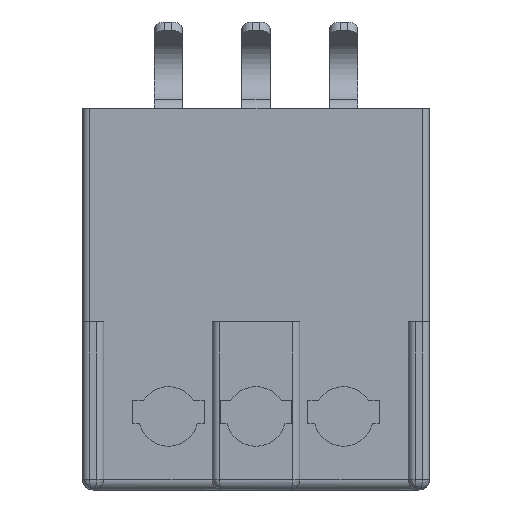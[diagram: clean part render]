
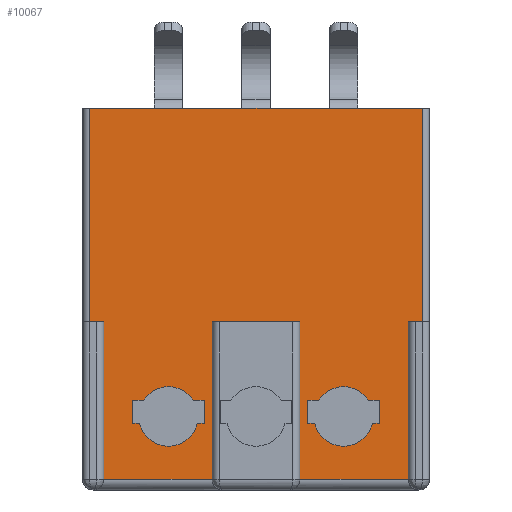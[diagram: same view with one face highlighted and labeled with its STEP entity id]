
A CAD part, front view. The second image highlights one B-rep face of the part: STEP entity #10067.
In plain terms, the highlighted planar face has unit normal (0, -1, 0).
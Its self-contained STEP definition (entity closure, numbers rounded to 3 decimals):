
#174=CARTESIAN_POINT('',(2.5,-2.625,-8.8));
#175=DIRECTION('',(0.,1.,0.));
#176=DIRECTION('',(0.972,0.,-0.235));
#177=AXIS2_PLACEMENT_3D('',#174,#175,#176);
#179=DIRECTION('',(-1.,0.,0.));
#180=VECTOR('',#179,0.199);
#181=CARTESIAN_POINT('',(3.525,-2.625,-9.));
#182=LINE('',#181,#180);
#183=DIRECTION('',(0.,0.,-1.));
#184=VECTOR('',#183,0.66);
#185=CARTESIAN_POINT('',(3.525,-2.625,-8.34));
#186=LINE('',#185,#184);
#187=DIRECTION('',(1.,0.,0.));
#188=VECTOR('',#187,0.31);
#189=CARTESIAN_POINT('',(3.215,-2.625,-8.34));
#190=LINE('',#189,#188);
#191=CARTESIAN_POINT('',(2.5,-2.625,-8.8));
#192=DIRECTION('',(0.,1.,0.));
#193=DIRECTION('',(-0.841,0.,0.541));
#194=AXIS2_PLACEMENT_3D('',#191,#192,#193);
#196=DIRECTION('',(1.,0.,0.));
#197=VECTOR('',#196,0.31);
#198=CARTESIAN_POINT('',(1.475,-2.625,-8.34));
#199=LINE('',#198,#197);
#200=DIRECTION('',(0.,0.,1.));
#201=VECTOR('',#200,0.66);
#202=CARTESIAN_POINT('',(1.475,-2.625,-9.));
#203=LINE('',#202,#201);
#204=DIRECTION('',(-1.,0.,0.));
#205=VECTOR('',#204,0.199);
#206=CARTESIAN_POINT('',(1.674,-2.625,-9.));
#207=LINE('',#206,#205);
#208=CARTESIAN_POINT('',(-2.5,-2.625,-8.8));
#209=DIRECTION('',(0.,1.,0.));
#210=DIRECTION('',(0.972,0.,-0.235));
#211=AXIS2_PLACEMENT_3D('',#208,#209,#210);
#213=DIRECTION('',(-1.,0.,0.));
#214=VECTOR('',#213,0.199);
#215=CARTESIAN_POINT('',(-1.475,-2.625,-9.));
#216=LINE('',#215,#214);
#217=DIRECTION('',(0.,0.,-1.));
#218=VECTOR('',#217,0.66);
#219=CARTESIAN_POINT('',(-1.475,-2.625,-8.34));
#220=LINE('',#219,#218);
#221=DIRECTION('',(1.,0.,0.));
#222=VECTOR('',#221,0.31);
#223=CARTESIAN_POINT('',(-1.785,-2.625,-8.34));
#224=LINE('',#223,#222);
#225=CARTESIAN_POINT('',(-2.5,-2.625,-8.8));
#226=DIRECTION('',(0.,1.,0.));
#227=DIRECTION('',(-0.841,0.,0.541));
#228=AXIS2_PLACEMENT_3D('',#225,#226,#227);
#230=DIRECTION('',(1.,0.,0.));
#231=VECTOR('',#230,0.31);
#232=CARTESIAN_POINT('',(-3.525,-2.625,-8.34));
#233=LINE('',#232,#231);
#234=DIRECTION('',(0.,0.,1.));
#235=VECTOR('',#234,0.66);
#236=CARTESIAN_POINT('',(-3.525,-2.625,-9.));
#237=LINE('',#236,#235);
#238=DIRECTION('',(-1.,0.,0.));
#239=VECTOR('',#238,0.199);
#240=CARTESIAN_POINT('',(-3.326,-2.625,-9.));
#241=LINE('',#240,#239);
#242=DIRECTION('',(-1.,0.,0.));
#243=VECTOR('',#242,3.1);
#244=CARTESIAN_POINT('',(-1.25,-2.625,-10.6));
#245=LINE('',#244,#243);
#246=DIRECTION('',(0.,0.,1.));
#247=VECTOR('',#246,4.5);
#248=CARTESIAN_POINT('',(-4.35,-2.625,-10.6));
#249=LINE('',#248,#247);
#250=DIRECTION('',(1.,0.,0.));
#251=VECTOR('',#250,0.4);
#252=CARTESIAN_POINT('',(-4.75,-2.625,-6.1));
#253=LINE('',#252,#251);
#254=DIRECTION('',(0.,0.,1.));
#255=VECTOR('',#254,6.1);
#256=CARTESIAN_POINT('',(-4.75,-2.625,-6.1));
#257=LINE('',#256,#255);
#258=DIRECTION('',(1.,0.,0.));
#259=VECTOR('',#258,9.5);
#260=CARTESIAN_POINT('',(-4.75,-2.625,0.));
#261=LINE('',#260,#259);
#262=DIRECTION('',(0.,0.,-1.));
#263=VECTOR('',#262,6.1);
#264=CARTESIAN_POINT('',(4.75,-2.625,0.));
#265=LINE('',#264,#263);
#266=DIRECTION('',(1.,0.,0.));
#267=VECTOR('',#266,0.4);
#268=CARTESIAN_POINT('',(4.35,-2.625,-6.1));
#269=LINE('',#268,#267);
#270=DIRECTION('',(0.,0.,1.));
#271=VECTOR('',#270,4.5);
#272=CARTESIAN_POINT('',(4.35,-2.625,-10.6));
#273=LINE('',#272,#271);
#274=DIRECTION('',(-1.,0.,0.));
#275=VECTOR('',#274,3.1);
#276=CARTESIAN_POINT('',(4.35,-2.625,-10.6));
#277=LINE('',#276,#275);
#278=DIRECTION('',(0.,0.,1.));
#279=VECTOR('',#278,4.5);
#280=CARTESIAN_POINT('',(1.25,-2.625,-10.6));
#281=LINE('',#280,#279);
#282=DIRECTION('',(-1.,0.,0.));
#283=VECTOR('',#282,2.5);
#284=CARTESIAN_POINT('',(1.25,-2.625,-6.1));
#285=LINE('',#284,#283);
#286=DIRECTION('',(0.,0.,1.));
#287=VECTOR('',#286,4.5);
#288=CARTESIAN_POINT('',(-1.25,-2.625,-10.6));
#289=LINE('',#288,#287);
#8310=CARTESIAN_POINT('',(1.25,-2.625,-6.1));
#8311=CARTESIAN_POINT('',(-1.25,-2.625,-6.1));
#8312=VERTEX_POINT('',#8310);
#8313=VERTEX_POINT('',#8311);
#8350=CARTESIAN_POINT('',(3.326,-2.625,-9.));
#8351=CARTESIAN_POINT('',(1.674,-2.625,-9.));
#8352=VERTEX_POINT('',#8350);
#8353=VERTEX_POINT('',#8351);
#8354=CARTESIAN_POINT('',(1.475,-2.625,-9.));
#8355=VERTEX_POINT('',#8354);
#8356=CARTESIAN_POINT('',(1.475,-2.625,-8.34));
#8357=VERTEX_POINT('',#8356);
#8358=CARTESIAN_POINT('',(1.785,-2.625,-8.34));
#8359=VERTEX_POINT('',#8358);
#8360=CARTESIAN_POINT('',(3.215,-2.625,-8.34));
#8361=VERTEX_POINT('',#8360);
#8362=CARTESIAN_POINT('',(3.525,-2.625,-8.34));
#8363=VERTEX_POINT('',#8362);
#8364=CARTESIAN_POINT('',(3.525,-2.625,-9.));
#8365=VERTEX_POINT('',#8364);
#8386=CARTESIAN_POINT('',(-1.25,-2.625,-10.6));
#8387=CARTESIAN_POINT('',(-4.35,-2.625,-10.6));
#8388=VERTEX_POINT('',#8386);
#8389=VERTEX_POINT('',#8387);
#8394=CARTESIAN_POINT('',(1.25,-2.625,-10.6));
#8396=VERTEX_POINT('',#8394);
#8410=CARTESIAN_POINT('',(4.35,-2.625,-10.6));
#8411=VERTEX_POINT('',#8410);
#8446=CARTESIAN_POINT('',(-4.35,-2.625,-6.1));
#8447=VERTEX_POINT('',#8446);
#8616=CARTESIAN_POINT('',(4.35,-2.625,-6.1));
#8617=VERTEX_POINT('',#8616);
#8634=CARTESIAN_POINT('',(4.75,-2.625,0.));
#8635=CARTESIAN_POINT('',(4.75,-2.625,-6.1));
#8636=VERTEX_POINT('',#8634);
#8637=VERTEX_POINT('',#8635);
#8643=CARTESIAN_POINT('',(-4.75,-2.625,0.));
#8645=VERTEX_POINT('',#8643);
#8646=CARTESIAN_POINT('',(-4.75,-2.625,-6.1));
#8647=VERTEX_POINT('',#8646);
#9619=CARTESIAN_POINT('',(-1.674,-2.625,-9.));
#9620=CARTESIAN_POINT('',(-3.326,-2.625,-9.));
#9621=VERTEX_POINT('',#9619);
#9622=VERTEX_POINT('',#9620);
#9623=CARTESIAN_POINT('',(-3.525,-2.625,-9.));
#9624=VERTEX_POINT('',#9623);
#9625=CARTESIAN_POINT('',(-3.525,-2.625,-8.34));
#9626=VERTEX_POINT('',#9625);
#9627=CARTESIAN_POINT('',(-3.215,-2.625,-8.34));
#9628=VERTEX_POINT('',#9627);
#9629=CARTESIAN_POINT('',(-1.785,-2.625,-8.34));
#9630=VERTEX_POINT('',#9629);
#9631=CARTESIAN_POINT('',(-1.475,-2.625,-8.34));
#9632=VERTEX_POINT('',#9631);
#9633=CARTESIAN_POINT('',(-1.475,-2.625,-9.));
#9634=VERTEX_POINT('',#9633);
#10002=CARTESIAN_POINT('',(0.,-2.625,0.));
#10003=DIRECTION('',(0.,1.,0.));
#10004=DIRECTION('',(1.,0.,0.));
#10005=AXIS2_PLACEMENT_3D('',#10002,#10003,#10004);
#10006=PLANE('',#10005);
#10008=ORIENTED_EDGE('',*,*,#10007,.T.);
#10010=ORIENTED_EDGE('',*,*,#10009,.T.);
#10012=ORIENTED_EDGE('',*,*,#10011,.F.);
#10014=ORIENTED_EDGE('',*,*,#10013,.T.);
#10016=ORIENTED_EDGE('',*,*,#10015,.T.);
#10018=ORIENTED_EDGE('',*,*,#10017,.T.);
#10020=ORIENTED_EDGE('',*,*,#10019,.F.);
#10022=ORIENTED_EDGE('',*,*,#10021,.F.);
#10024=ORIENTED_EDGE('',*,*,#10023,.T.);
#10026=ORIENTED_EDGE('',*,*,#10025,.T.);
#10028=ORIENTED_EDGE('',*,*,#10027,.T.);
#10030=ORIENTED_EDGE('',*,*,#10029,.F.);
#10031=EDGE_LOOP('',(#10008,#10010,#10012,#10014,#10016,#10018,#10020,#10022,
#10024,#10026,#10028,#10030));
#10032=FACE_OUTER_BOUND('',#10031,.F.);
#10034=ORIENTED_EDGE('',*,*,#10033,.F.);
#10036=ORIENTED_EDGE('',*,*,#10035,.F.);
#10038=ORIENTED_EDGE('',*,*,#10037,.F.);
#10040=ORIENTED_EDGE('',*,*,#10039,.F.);
#10042=ORIENTED_EDGE('',*,*,#10041,.F.);
#10044=ORIENTED_EDGE('',*,*,#10043,.F.);
#10046=ORIENTED_EDGE('',*,*,#10045,.F.);
#10048=ORIENTED_EDGE('',*,*,#10047,.F.);
#10049=EDGE_LOOP('',(#10034,#10036,#10038,#10040,#10042,#10044,#10046,#10048));
#10050=FACE_BOUND('',#10049,.F.);
#10051=ORIENTED_EDGE('',*,*,#9981,.F.);
#10052=ORIENTED_EDGE('',*,*,#9929,.F.);
#10054=ORIENTED_EDGE('',*,*,#10053,.F.);
#10056=ORIENTED_EDGE('',*,*,#10055,.F.);
#10058=ORIENTED_EDGE('',*,*,#10057,.F.);
#10060=ORIENTED_EDGE('',*,*,#10059,.F.);
#10062=ORIENTED_EDGE('',*,*,#10061,.F.);
#10064=ORIENTED_EDGE('',*,*,#10063,.F.);
#10065=EDGE_LOOP('',(#10051,#10052,#10054,#10056,#10058,#10060,#10062,#10064));
#10066=FACE_BOUND('',#10065,.F.);
#178=CIRCLE('',#177,0.85);
#195=CIRCLE('',#194,0.85);
#212=CIRCLE('',#211,0.85);
#229=CIRCLE('',#228,0.85);
#9929=EDGE_CURVE('',#8365,#8352,#182,.T.);
#9981=EDGE_CURVE('',#8352,#8353,#178,.T.);
#10007=EDGE_CURVE('',#8388,#8389,#245,.T.);
#10009=EDGE_CURVE('',#8389,#8447,#249,.T.);
#10011=EDGE_CURVE('',#8647,#8447,#253,.T.);
#10013=EDGE_CURVE('',#8647,#8645,#257,.T.);
#10015=EDGE_CURVE('',#8645,#8636,#261,.T.);
#10017=EDGE_CURVE('',#8636,#8637,#265,.T.);
#10019=EDGE_CURVE('',#8617,#8637,#269,.T.);
#10021=EDGE_CURVE('',#8411,#8617,#273,.T.);
#10023=EDGE_CURVE('',#8411,#8396,#277,.T.);
#10025=EDGE_CURVE('',#8396,#8312,#281,.T.);
#10027=EDGE_CURVE('',#8312,#8313,#285,.T.);
#10029=EDGE_CURVE('',#8388,#8313,#289,.T.);
#10033=EDGE_CURVE('',#9621,#9622,#212,.T.);
#10035=EDGE_CURVE('',#9634,#9621,#216,.T.);
#10037=EDGE_CURVE('',#9632,#9634,#220,.T.);
#10039=EDGE_CURVE('',#9630,#9632,#224,.T.);
#10041=EDGE_CURVE('',#9628,#9630,#229,.T.);
#10043=EDGE_CURVE('',#9626,#9628,#233,.T.);
#10045=EDGE_CURVE('',#9624,#9626,#237,.T.);
#10047=EDGE_CURVE('',#9622,#9624,#241,.T.);
#10053=EDGE_CURVE('',#8363,#8365,#186,.T.);
#10055=EDGE_CURVE('',#8361,#8363,#190,.T.);
#10057=EDGE_CURVE('',#8359,#8361,#195,.T.);
#10059=EDGE_CURVE('',#8357,#8359,#199,.T.);
#10061=EDGE_CURVE('',#8355,#8357,#203,.T.);
#10063=EDGE_CURVE('',#8353,#8355,#207,.T.);
#10067=ADVANCED_FACE('',(#10032,#10050,#10066),#10006,.F.);
